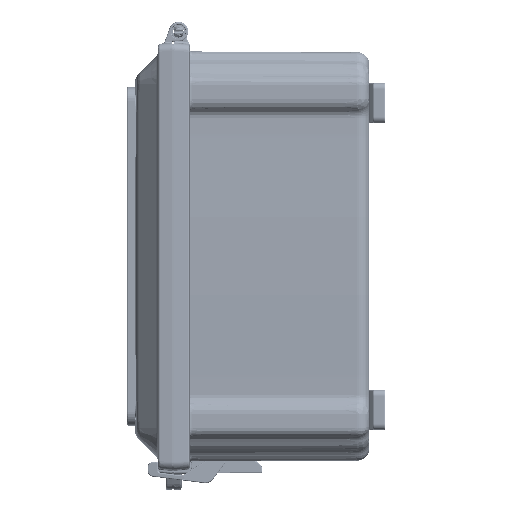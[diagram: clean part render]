
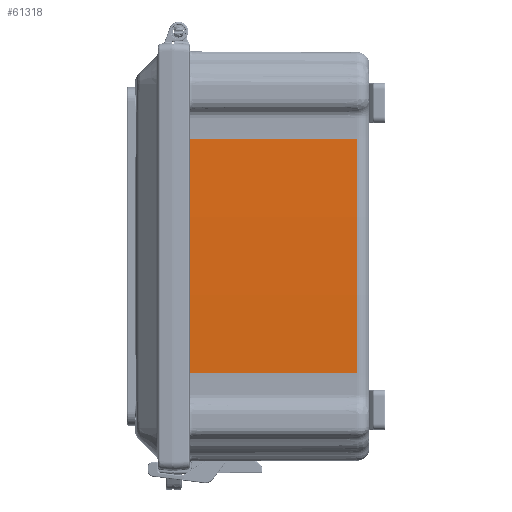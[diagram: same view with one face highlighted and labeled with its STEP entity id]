
A CAD part, left-side view. The second image highlights one B-rep face of the part: STEP entity #61318.
In plain terms, the highlighted conical face has half-angle 0.25 degrees and reference radius 2857.96 mm.
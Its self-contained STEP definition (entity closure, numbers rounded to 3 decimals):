
#13028=CARTESIAN_POINT('',(2675.35,-146.093,0.));
#13029=DIRECTION('',(0.,1.,0.));
#13030=DIRECTION('',(-0.999,0.,-0.033));
#13031=AXIS2_PLACEMENT_3D('',#13028,#13029,#13030);
#13033=DIRECTION('',(-0.004,1.,0.));
#13034=VECTOR('',#13033,140.895);
#13035=CARTESIAN_POINT('',(-180.786,-146.093,
93.182));
#13036=LINE('',#13035,#13034);
#13042=DIRECTION('',(-0.004,1.,0.));
#13043=VECTOR('',#13042,140.895);
#13044=CARTESIAN_POINT('',(-180.786,-146.093,
-93.182));
#13045=LINE('',#13044,#13043);
#15815=CARTESIAN_POINT('',(2675.35,-5.2,
0.));
#15816=DIRECTION('',(0.,1.,0.));
#15817=DIRECTION('',(-0.999,0.,-0.033));
#15818=AXIS2_PLACEMENT_3D('',#15815,#15816,#15817);
#31316=CARTESIAN_POINT('',(-180.786,-146.093,
93.182));
#31317=VERTEX_POINT('',#31316);
#31318=CARTESIAN_POINT('',(-180.786,-146.093,
-93.182));
#31319=VERTEX_POINT('',#31318);
#31759=CARTESIAN_POINT('',(-181.401,-5.2,
93.202));
#31760=VERTEX_POINT('',#31759);
#31761=CARTESIAN_POINT('',(-181.401,-5.2,
-93.202));
#31762=VERTEX_POINT('',#31761);
#61305=CARTESIAN_POINT('',(2675.35,-75.647,0.));
#61306=DIRECTION('',(0.,1.,0.));
#61307=DIRECTION('',(0.999,0.,0.033));
#61308=AXIS2_PLACEMENT_3D('',#61305,#61306,#61307);
#61309=CONICAL_SURFACE('',#61308,2857.964,0.25);
#61310=ORIENTED_EDGE('',*,*,#38896,.F.);
#61312=ORIENTED_EDGE('',*,*,#61311,.T.);
#61314=ORIENTED_EDGE('',*,*,#61313,.T.);
#61315=ORIENTED_EDGE('',*,*,#61297,.F.);
#61316=EDGE_LOOP('',(#61310,#61312,#61314,#61315));
#61317=FACE_OUTER_BOUND('',#61316,.F.);
#61318=ADVANCED_FACE('',(#61317),#61309,.T.);
#13032=CIRCLE('',#13031,2857.656);
#15819=CIRCLE('',#15818,2858.271);
#38896=EDGE_CURVE('',#31319,#31317,#13032,.T.);
#61297=EDGE_CURVE('',#31317,#31760,#13036,.T.);
#61311=EDGE_CURVE('',#31319,#31762,#13045,.T.);
#61313=EDGE_CURVE('',#31762,#31760,#15819,.T.);
